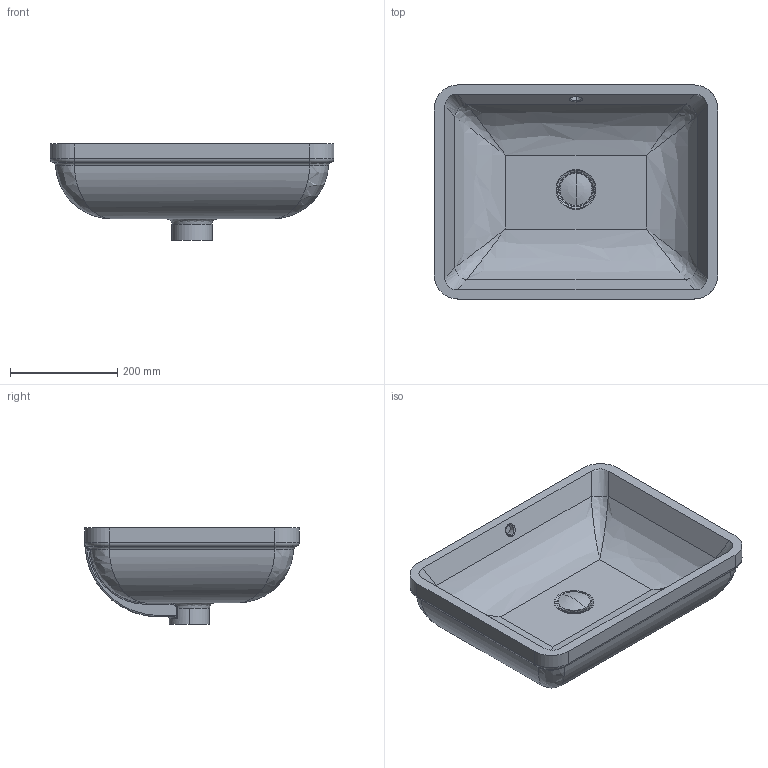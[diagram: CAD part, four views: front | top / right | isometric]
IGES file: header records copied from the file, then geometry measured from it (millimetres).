
Global section: file name: No Iges File Name specified; native system: Autodesk Inventor 2011; preprocessor: AutoDesk Inventor Iges Exporter R2011; author: Administrator; date: 20130705.100059; units: millimetre
Bounding box: 530 x 400 x 180 mm (x, y, z)
Volume: 10925711.5 mm3; surface area: 691205.3 mm2
Topology: 3 solids, 3 shells, 142 faces, 338 edges, 191 vertices
Faces by surface type: bspline 40, cylinder 31, plane 28, revolution 27, torus 14, cone 2
